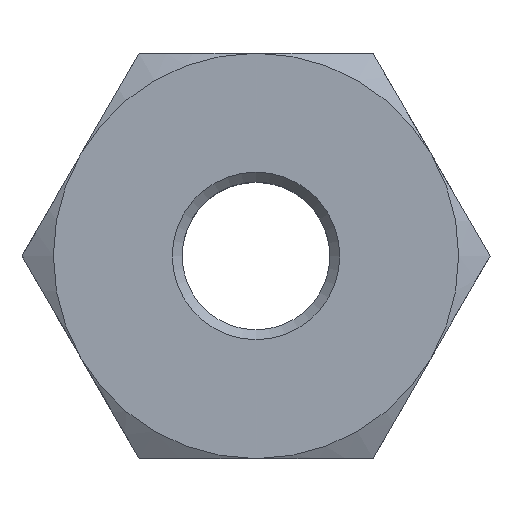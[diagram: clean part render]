
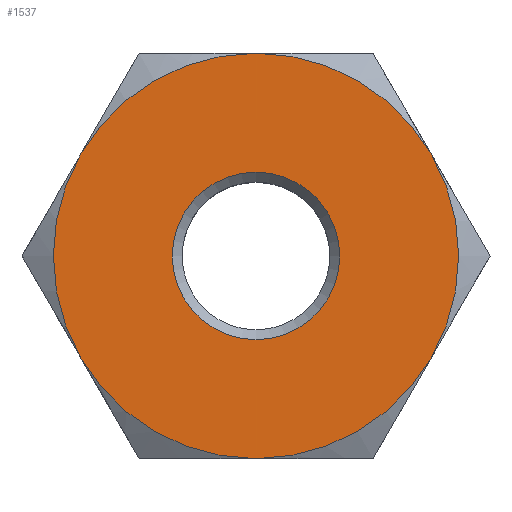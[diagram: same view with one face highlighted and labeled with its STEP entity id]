
A CAD part, top view. The second image highlights one B-rep face of the part: STEP entity #1537.
In plain terms, the highlighted face is planar.
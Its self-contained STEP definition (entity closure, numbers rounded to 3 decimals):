
#826=ORIENTED_EDGE('',*,*,#1000,.T.);
#827=ORIENTED_EDGE('',*,*,#997,.T.);
#828=ORIENTED_EDGE('',*,*,#999,.T.);
#829=ORIENTED_EDGE('',*,*,#991,.T.);
#830=ORIENTED_EDGE('',*,*,#1001,.T.);
#831=ORIENTED_EDGE('',*,*,#985,.T.);
#832=ORIENTED_EDGE('',*,*,#1002,.T.);
#833=ORIENTED_EDGE('',*,*,#979,.T.);
#834=ORIENTED_EDGE('',*,*,#1003,.T.);
#835=ORIENTED_EDGE('',*,*,#973,.T.);
#836=ORIENTED_EDGE('',*,*,#1004,.T.);
#837=ORIENTED_EDGE('',*,*,#967,.T.);
#838=ORIENTED_EDGE('',*,*,#1005,.T.);
#839=ORIENTED_EDGE('',*,*,#1006,.T.);
#881=CIRCLE('',#1448,20.5);
#882=CIRCLE('',#1455,20.5);
#883=CIRCLE('',#1462,20.5);
#884=CIRCLE('',#1469,20.5);
#885=CIRCLE('',#1476,20.5);
#886=CIRCLE('',#1483,20.5);
#887=CIRCLE('',#1487,20.5);
#888=CIRCLE('',#1489,20.5);
#889=CIRCLE('',#1490,20.5);
#890=CIRCLE('',#1491,20.5);
#891=CIRCLE('',#1492,20.5);
#892=CIRCLE('',#1493,20.5);
#893=CIRCLE('',#1494,20.5);
#894=CIRCLE('',#1495,8.475);
#919=VERTEX_POINT('',#1327);
#920=VERTEX_POINT('',#1329);
#923=VERTEX_POINT('',#1339);
#924=VERTEX_POINT('',#1341);
#927=VERTEX_POINT('',#1351);
#928=VERTEX_POINT('',#1353);
#931=VERTEX_POINT('',#1363);
#932=VERTEX_POINT('',#1365);
#935=VERTEX_POINT('',#1375);
#936=VERTEX_POINT('',#1377);
#938=VERTEX_POINT('',#1386);
#939=VERTEX_POINT('',#1388);
#940=VERTEX_POINT('',#1395);
#941=VERTEX_POINT('',#1402);
#967=EDGE_CURVE('',#920,#919,#881,.T.);
#973=EDGE_CURVE('',#924,#923,#882,.T.);
#979=EDGE_CURVE('',#928,#927,#883,.T.);
#985=EDGE_CURVE('',#932,#931,#884,.T.);
#991=EDGE_CURVE('',#936,#935,#885,.T.);
#997=EDGE_CURVE('',#939,#938,#886,.T.);
#999=EDGE_CURVE('',#938,#936,#887,.T.);
#1000=EDGE_CURVE('',#940,#939,#888,.T.);
#1001=EDGE_CURVE('',#935,#932,#889,.T.);
#1002=EDGE_CURVE('',#931,#928,#890,.T.);
#1003=EDGE_CURVE('',#927,#924,#891,.T.);
#1004=EDGE_CURVE('',#923,#920,#892,.T.);
#1005=EDGE_CURVE('',#919,#940,#893,.T.);
#1006=EDGE_CURVE('',#941,#941,#894,.T.);
#1036=EDGE_LOOP('',(#826,#827,#828,#829,#830,#831,#832,#833,#834,#835,#836,
#837,#838));
#1037=EDGE_LOOP('',(#839));
#1076=FACE_BOUND('',#1036,.T.);
#1077=FACE_BOUND('',#1037,.T.);
#1150=DIRECTION('',(0.,1.,0.));
#1151=DIRECTION('',(20.5,0.,0.));
#1165=DIRECTION('',(0.,1.,0.));
#1166=DIRECTION('',(20.5,0.,0.));
#1180=DIRECTION('',(0.,1.,0.));
#1181=DIRECTION('',(20.5,0.,0.));
#1195=DIRECTION('',(0.,1.,0.));
#1196=DIRECTION('',(20.5,0.,0.));
#1210=DIRECTION('',(0.,1.,0.));
#1211=DIRECTION('',(20.5,0.,0.));
#1225=DIRECTION('',(0.,1.,0.));
#1226=DIRECTION('',(20.5,0.,0.));
#1233=DIRECTION('',(0.,1.,0.));
#1234=DIRECTION('',(20.5,0.,0.));
#1235=DIRECTION('',(0.,1.,0.));
#1236=DIRECTION('',(1.,0.,0.));
#1237=DIRECTION('',(0.,1.,0.));
#1238=DIRECTION('',(20.5,0.,0.));
#1239=DIRECTION('',(0.,1.,0.));
#1240=DIRECTION('',(20.5,0.,0.));
#1241=DIRECTION('',(0.,1.,0.));
#1242=DIRECTION('',(20.5,0.,0.));
#1243=DIRECTION('',(0.,1.,0.));
#1244=DIRECTION('',(20.5,0.,0.));
#1245=DIRECTION('',(0.,1.,0.));
#1246=DIRECTION('',(20.5,0.,0.));
#1247=DIRECTION('',(0.,1.,0.));
#1248=DIRECTION('',(20.5,0.,0.));
#1249=DIRECTION('',(0.,-1.,0.));
#1250=DIRECTION('',(-8.475,0.,0.));
#1327=CARTESIAN_POINT('',(37.072,45.291,10.214));
#1329=CARTESIAN_POINT('',(37.007,45.291,10.327));
#1330=CARTESIAN_POINT('',(19.298,45.292,0.));
#1339=CARTESIAN_POINT('',(19.411,45.291,20.5));
#1341=CARTESIAN_POINT('',(19.184,45.291,20.5));
#1342=CARTESIAN_POINT('',(19.298,45.292,0.));
#1351=CARTESIAN_POINT('',(1.589,45.291,10.327));
#1353=CARTESIAN_POINT('',(1.523,45.291,10.214));
#1354=CARTESIAN_POINT('',(19.298,45.292,0.));
#1363=CARTESIAN_POINT('',(1.523,45.291,-10.214));
#1365=CARTESIAN_POINT('',(1.589,45.291,-10.327));
#1366=CARTESIAN_POINT('',(19.298,45.292,0.));
#1375=CARTESIAN_POINT('',(19.184,45.291,-20.5));
#1377=CARTESIAN_POINT('',(19.411,45.291,-20.5));
#1378=CARTESIAN_POINT('',(19.298,45.292,0.));
#1386=CARTESIAN_POINT('',(37.007,45.291,-10.327));
#1388=CARTESIAN_POINT('',(37.072,45.291,-10.214));
#1389=CARTESIAN_POINT('',(19.298,45.292,0.));
#1393=CARTESIAN_POINT('',(19.298,45.292,0.));
#1394=CARTESIAN_POINT('',(39.798,45.292,0.));
#1395=CARTESIAN_POINT('',(39.798,45.292,0.));
#1396=CARTESIAN_POINT('',(19.298,45.292,0.));
#1397=CARTESIAN_POINT('',(19.298,45.292,0.));
#1398=CARTESIAN_POINT('',(19.298,45.292,0.));
#1399=CARTESIAN_POINT('',(19.298,45.292,0.));
#1400=CARTESIAN_POINT('',(19.298,45.292,0.));
#1401=CARTESIAN_POINT('',(19.298,45.292,0.));
#1402=CARTESIAN_POINT('',(10.823,45.292,0.));
#1403=CARTESIAN_POINT('',(19.298,45.292,0.));
#1448=AXIS2_PLACEMENT_3D('',#1330,#1150,#1151);
#1455=AXIS2_PLACEMENT_3D('',#1342,#1165,#1166);
#1462=AXIS2_PLACEMENT_3D('',#1354,#1180,#1181);
#1469=AXIS2_PLACEMENT_3D('',#1366,#1195,#1196);
#1476=AXIS2_PLACEMENT_3D('',#1378,#1210,#1211);
#1483=AXIS2_PLACEMENT_3D('',#1389,#1225,#1226);
#1487=AXIS2_PLACEMENT_3D('',#1393,#1233,#1234);
#1488=AXIS2_PLACEMENT_3D('',#1394,#1235,#1236);
#1489=AXIS2_PLACEMENT_3D('',#1396,#1237,#1238);
#1490=AXIS2_PLACEMENT_3D('',#1397,#1239,#1240);
#1491=AXIS2_PLACEMENT_3D('',#1398,#1241,#1242);
#1492=AXIS2_PLACEMENT_3D('',#1399,#1243,#1244);
#1493=AXIS2_PLACEMENT_3D('',#1400,#1245,#1246);
#1494=AXIS2_PLACEMENT_3D('',#1401,#1247,#1248);
#1495=AXIS2_PLACEMENT_3D('',#1403,#1249,#1250);
#1516=PLANE('',#1488);
#1537=ADVANCED_FACE('',(#1076,#1077),#1516,.T.);
